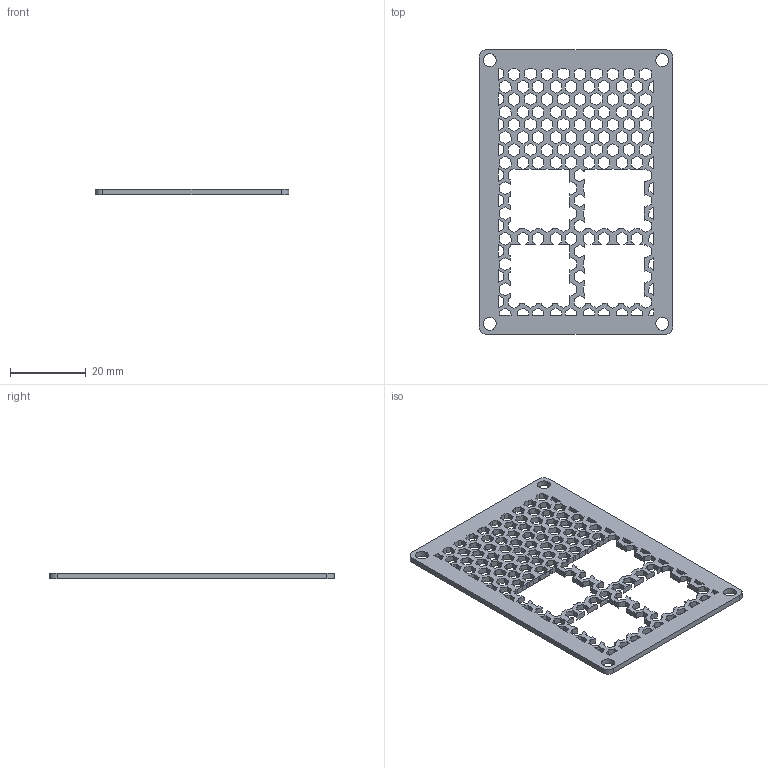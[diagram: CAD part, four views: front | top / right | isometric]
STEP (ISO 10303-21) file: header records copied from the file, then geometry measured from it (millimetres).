
FILE_DESCRIPTION(/* description */ ('','CAx-IF Rec.Pracs.---Representation and Presentation of Product Manufacturing Information (PMI)---4.0---2014-10-13'),/* implementation_level */ '2;1');
FILE_NAME(/* name */ 'Hackpad Case Top.step',/* time_stamp */ '2025-02-15T15:37:11+01:00',/* author */ (''),/* organization */ (''),/* preprocessor_version */ 'ST-DEVELOPER v20',/* originating_system */ 'Autodesk Translation Framework v13.20.0.188',/* authorisation */ '');
FILE_SCHEMA (('AP242_MANAGED_MODEL_BASED_3D_ENGINEERING_MIM_LF { 1 0 10303 442 1 1 4 }'));
Length unit declared in the file: millimetre
Products named in the file (1): Hackpad Case Cover
Bounding box: 51 x 75 x 1.5 mm (x, y, z)
Volume: 2864.6 mm3; surface area: 6398.5 mm2
Topology: 1 solids, 1 shells, 902 faces, 2700 edges, 1800 vertices
Faces by surface type: plane 894, cylinder 8
Full cylindrical faces by diameter (mm): 3.4 x4
Entity records: 30213 total; most frequent: CARTESIAN_POINT 5403, ORIENTED_EDGE 5400, DIRECTION 4522, EDGE_CURVE 2700, LINE 2684, VECTOR 2684, VERTEX_POINT 1800, EDGE_LOOP 1122
